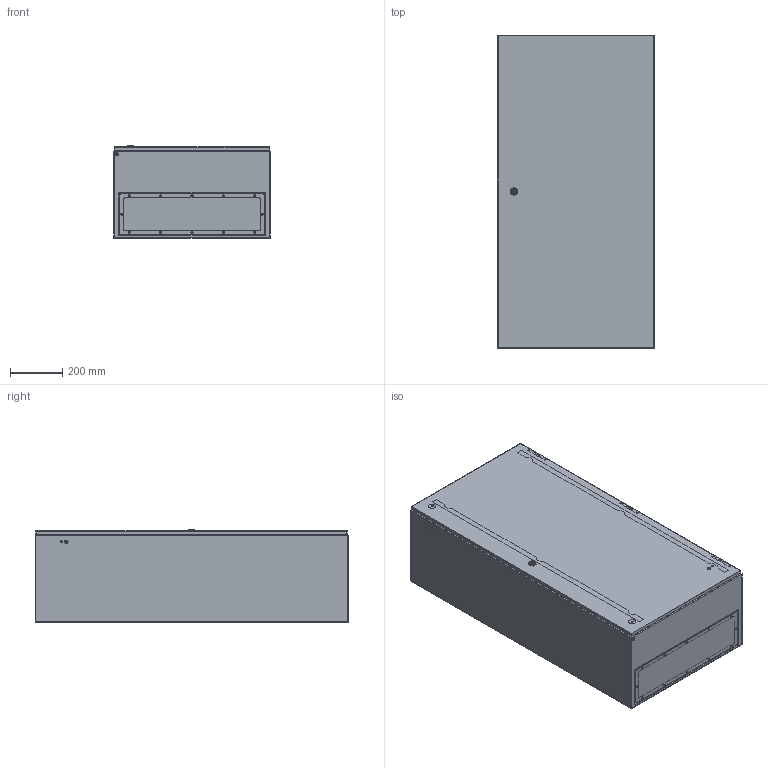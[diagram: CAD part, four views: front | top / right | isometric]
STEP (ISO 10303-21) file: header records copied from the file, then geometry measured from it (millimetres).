
FILE_DESCRIPTION (( 'STEP AP214' ), '1' );
FILE_NAME ('3331-6012-35-17.step', '2023-12-20T12:56:36', ( '' ), ( '' ), 'SwSTEP 2.0', 'SolidWorks 2019', '' );
FILE_SCHEMA (( 'AUTOMOTIVE_DESIGN' ));
Length unit declared in the file: millimetre
Products named in the file (6): Montageplattenbeipack_wg_6012; Korpus_wg_6012-35; Kabeleinfuehrungsplatte_wg_3080-7055-12-27; 3331-6012-35-17; Tuer_wg_3331-6012-00-97; Montageplatte_wg_0331-6012-00-13
Assembly tree (5 placements, depth 2):
  3331-6012-35-17
    Korpus_wg_6012-35
    Tuer_wg_3331-6012-00-97
    Kabeleinfuehrungsplatte_wg_3080-7055-12-27
    Montageplatte_wg_0331-6012-00-13
    Montageplattenbeipack_wg_6012
Bounding box: 600 x 1203.1 x 357 mm (x, y, z)
Volume: 5962785.5 mm3; surface area: 7271034 mm2
Topology: 39 solids, 39 shells, 2204 faces, 5619 edges, 3621 vertices
Faces by surface type: plane 1193, cylinder 733, cone 210, torus 30, sphere 22, bspline 16
Entity records: 87593 total; most frequent: CARTESIAN_POINT 22086, DIRECTION 11447, ORIENTED_EDGE 11214, EDGE_CURVE 5607, AXIS2_PLACEMENT_3D 4116, VERTEX_POINT 3621, VECTOR 3215, LINE 3215
